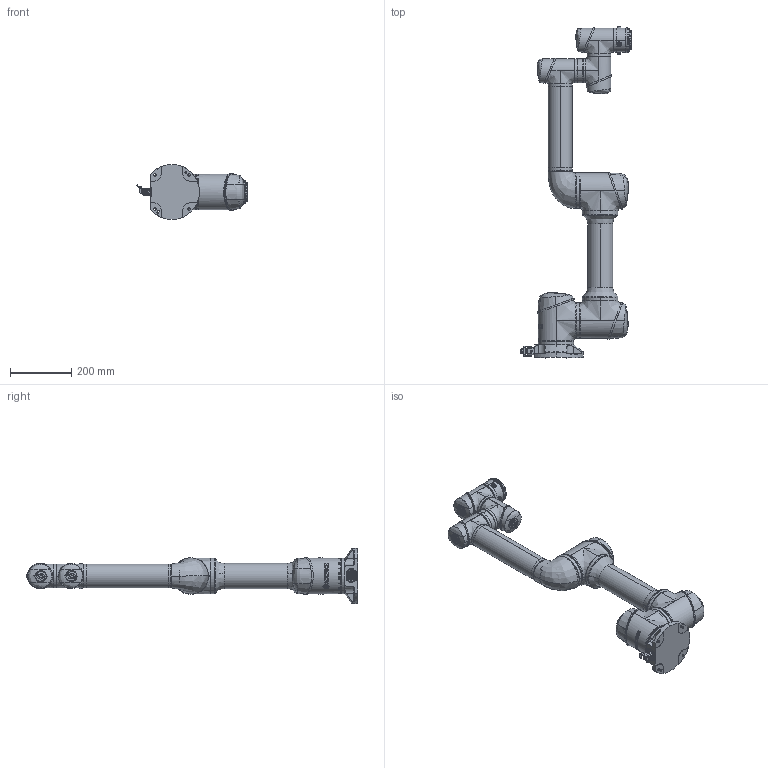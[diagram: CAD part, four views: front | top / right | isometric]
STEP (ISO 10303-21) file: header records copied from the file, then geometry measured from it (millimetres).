
FILE_DESCRIPTION (( 'STEP AP214' ), '1' );
FILE_NAME ('X7-910.STEP', '2024-02-29T10:02:36', ( '' ), ( '' ), 'SwSTEP 2.0', 'SolidWorks 2018', '' );
FILE_SCHEMA (( 'AUTOMOTIVE_DESIGN' ));
Length unit declared in the file: millimetre
Products named in the file (9): GCR7-J0^X7-910(2)_X7-910; GCR7-J1^X7-910(2)_X7-910; GCR7-J6^X7-910(2)_X7-910; GCR7-J5^X7-910(2)_X7-910; GCR7-J3^X7-910(2)_X7-910; X7-910(2)^X7-910; GCR7-J4^X7-910(2)_X7-910; GCR7-J2^X7-910(2)_X7-910; X7-910
Assembly tree (8 placements, depth 3):
  X7-910
    X7-910(2)^X7-910
      GCR7-J0^X7-910(2)_X7-910
      GCR7-J1^X7-910(2)_X7-910
      GCR7-J2^X7-910(2)_X7-910
      GCR7-J3^X7-910(2)_X7-910
      GCR7-J4^X7-910(2)_X7-910
      GCR7-J5^X7-910(2)_X7-910
      GCR7-J6^X7-910(2)_X7-910
Bounding box: 360.28 x 1085.5 x 180 mm (x, y, z)
Volume: 3170215.1 mm3; surface area: 1372388.1 mm2
Topology: 51 solids, 63 shells, 2934 faces, 7655 edges, 4989 vertices
Faces by surface type: plane 1316, cylinder 774, bspline 588, cone 190, torus 48, sphere 18
Entity records: 230955 total; most frequent: CARTESIAN_POINT 161549, ORIENTED_EDGE 15190, DIRECTION 12059, EDGE_CURVE 7595, VERTEX_POINT 4975, AXIS2_PLACEMENT_3D 4098, LINE 3863, VECTOR 3863
